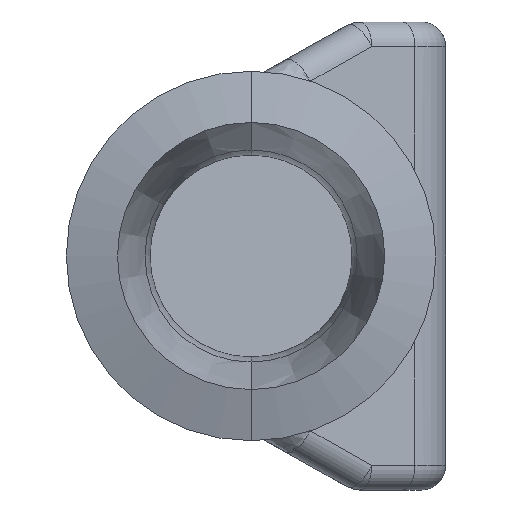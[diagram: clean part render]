
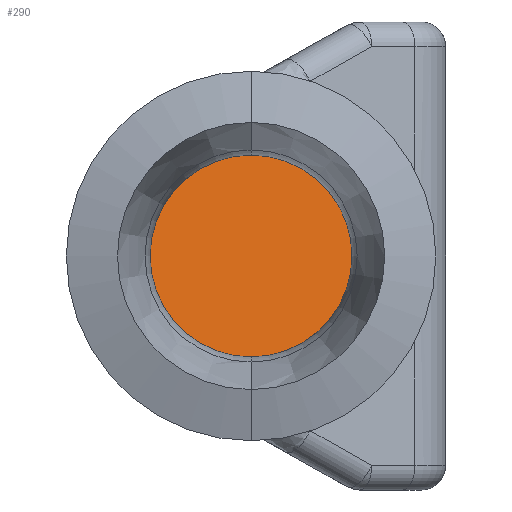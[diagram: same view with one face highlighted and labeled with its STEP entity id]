
A CAD part, left-side view. The second image highlights one B-rep face of the part: STEP entity #290.
In plain terms, the highlighted planar face has unit normal (-0.866, -0.5, 0).
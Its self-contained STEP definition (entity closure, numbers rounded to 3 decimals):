
#159 = EDGE_CURVE ( 'NONE', #556, #423, #1903, .T. ) ;
#283 = EDGE_LOOP ( 'NONE', ( #1590, #546 ) ) ;
#290 = ADVANCED_FACE ( 'NONE', ( #1694 ), #469, .T. ) ;
#423 = VERTEX_POINT ( 'NONE', #1250 ) ;
#436 = DIRECTION ( 'NONE',  ( 0.5, -0.866, 0. ) ) ;
#469 = PLANE ( 'NONE',  #1299 ) ;
#505 = CARTESIAN_POINT ( 'NONE',  ( 101.628, 0., 4.1 ) ) ;
#541 = CARTESIAN_POINT ( 'NONE',  ( 106.363, -8.2, -4.1 ) ) ;
#546 = ORIENTED_EDGE ( 'NONE', *, *, #801, .T. ) ;
#556 = VERTEX_POINT ( 'NONE', #1346 ) ;
#666 = CARTESIAN_POINT ( 'NONE',  ( 106.363, -8.2, 4.1 ) ) ;
#801 = EDGE_CURVE ( 'NONE', #423, #556, #1003, .T. ) ;
#969 = CARTESIAN_POINT ( 'NONE',  ( 101.628, 0., 4.1 ) ) ;
#1003 =( BOUNDED_CURVE ( )  B_SPLINE_CURVE ( 3, ( #1454, #541, #666, #969 ),
 .UNSPECIFIED., .F., .F. ) 
 B_SPLINE_CURVE_WITH_KNOTS ( ( 4, 4 ),
 ( 1.571, 4.712 ),
 .UNSPECIFIED. ) 
 CURVE ( )  GEOMETRIC_REPRESENTATION_ITEM ( )  RATIONAL_B_SPLINE_CURVE ( ( 1., 0.333, 0.333, 1. ) ) 
 REPRESENTATION_ITEM ( '' )  );
#1067 = DIRECTION ( 'NONE',  ( -0.866, -0.5, 0. ) ) ;
#1127 = CARTESIAN_POINT ( 'NONE',  ( 96.894, 8.2, -4.1 ) ) ;
#1250 = CARTESIAN_POINT ( 'NONE',  ( 101.628, 0., -4.1 ) ) ;
#1299 = AXIS2_PLACEMENT_3D ( 'NONE', #1812, #1067, #436 ) ;
#1346 = CARTESIAN_POINT ( 'NONE',  ( 101.628, 0., 4.1 ) ) ;
#1435 = CARTESIAN_POINT ( 'NONE',  ( 101.628, 0., -4.1 ) ) ;
#1454 = CARTESIAN_POINT ( 'NONE',  ( 101.628, 0., -4.1 ) ) ;
#1590 = ORIENTED_EDGE ( 'NONE', *, *, #159, .T. ) ;
#1694 = FACE_OUTER_BOUND ( 'NONE', #283, .T. ) ;
#1747 = CARTESIAN_POINT ( 'NONE',  ( 96.894, 8.2, 4.1 ) ) ;
#1812 = CARTESIAN_POINT ( 'NONE',  ( 105.756, -7.15, -27.316 ) ) ;
#1903 =( BOUNDED_CURVE ( )  B_SPLINE_CURVE ( 3, ( #505, #1747, #1127, #1435 ),
 .UNSPECIFIED., .F., .F. ) 
 B_SPLINE_CURVE_WITH_KNOTS ( ( 4, 4 ),
 ( 4.712, 7.854 ),
 .UNSPECIFIED. ) 
 CURVE ( )  GEOMETRIC_REPRESENTATION_ITEM ( )  RATIONAL_B_SPLINE_CURVE ( ( 1., 0.333, 0.333, 1. ) ) 
 REPRESENTATION_ITEM ( '' )  );
